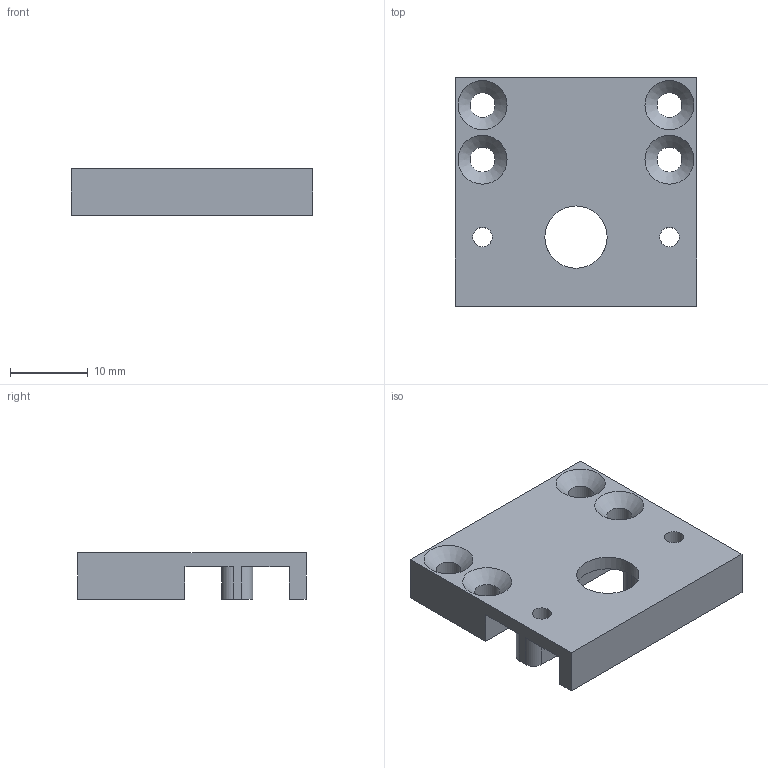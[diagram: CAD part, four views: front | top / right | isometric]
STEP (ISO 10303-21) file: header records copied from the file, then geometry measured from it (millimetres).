
FILE_DESCRIPTION(('FreeCAD Model'),'2;1');
FILE_NAME('Open CASCADE Shape Model','2022-11-28T02:36:56',(''),(''), 'Open CASCADE STEP processor 7.6','FreeCAD','Unknown');
FILE_SCHEMA(('AUTOMOTIVE_DESIGN { 1 0 10303 214 1 1 1 1 }'));
Length unit declared in the file: millimetre
Products named in the file (1): Body
Bounding box: 31 x 29.3 x 6 mm (x, y, z)
Volume: 3669.6 mm3; surface area: 3099.5 mm2
Topology: 1 solids, 1 shells, 36 faces, 109 edges, 74 vertices
Faces by surface type: plane 17, cylinder 15, cone 4
Full cylindrical faces by diameter (mm): 2.5 x2, 3.2 x4, 8 x1
Entity records: 2750 total; most frequent: CARTESIAN_POINT 510, DIRECTION 431, LINE 247, VECTOR 247, ORIENTED_EDGE 218, PCURVE 218, DEFINITIONAL_REPRESENTATION 218, EDGE_CURVE 109
